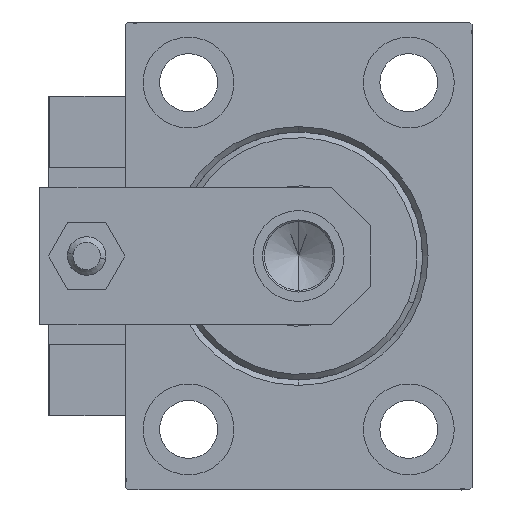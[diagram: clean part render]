
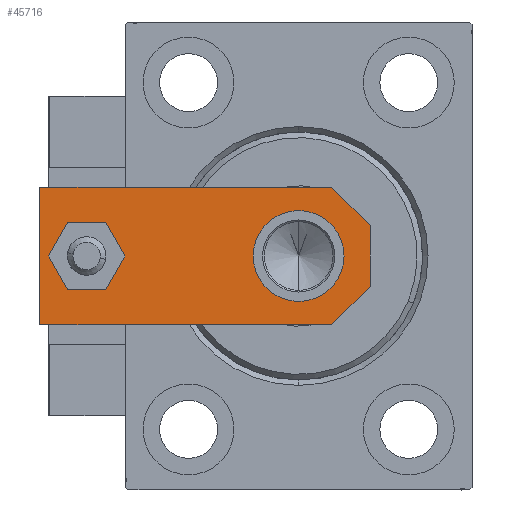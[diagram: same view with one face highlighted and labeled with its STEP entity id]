
A CAD part, left-side view. The second image highlights one B-rep face of the part: STEP entity #45716.
In plain terms, the highlighted face is planar.
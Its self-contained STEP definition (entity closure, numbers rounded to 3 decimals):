
#459 = LINE ( 'NONE', #26663, #17448 ) ;
#531 = VECTOR ( 'NONE', #38053, 1000. ) ;
#592 = CIRCLE ( 'NONE', #17060, 4. ) ;
#948 = CIRCLE ( 'NONE', #48692, 8.25 ) ;
#1323 = DIRECTION ( 'NONE',  ( 1., 0., 0. ) ) ;
#1517 = FACE_OUTER_BOUND ( 'NONE', #23306, .T. ) ;
#1593 = ORIENTED_EDGE ( 'NONE', *, *, #30487, .F. ) ;
#2286 = EDGE_CURVE ( 'NONE', #42811, #13530, #31287, .T. ) ;
#2356 = DIRECTION ( 'NONE',  ( 1., 0., 0. ) ) ;
#3271 = CARTESIAN_POINT ( 'NONE',  ( 0., 13., 6. ) ) ;
#3794 = VECTOR ( 'NONE', #26509, 1000. ) ;
#3936 = PLANE ( 'NONE',  #29201 ) ;
#4022 = VERTEX_POINT ( 'NONE', #44095 ) ;
#5531 = EDGE_CURVE ( 'NONE', #49321, #48429, #37796, .T. ) ;
#6176 = EDGE_LOOP ( 'NONE', ( #29087, #50837 ) ) ;
#6482 = CARTESIAN_POINT ( 'NONE',  ( -12.5, 0., 6. ) ) ;
#6686 = CIRCLE ( 'NONE', #34586, 4. ) ;
#6808 = EDGE_LOOP ( 'NONE', ( #27948, #1593 ) ) ;
#7363 = LINE ( 'NONE', #7619, #22359 ) ;
#7619 = CARTESIAN_POINT ( 'NONE',  ( -12.5, 60., 6. ) ) ;
#7676 = VECTOR ( 'NONE', #2356, 1000. ) ;
#8047 = CARTESIAN_POINT ( 'NONE',  ( 0., 51.5, 6. ) ) ;
#8448 = VERTEX_POINT ( 'NONE', #9873 ) ;
#8757 = DIRECTION ( 'NONE',  ( 0., 0., 1. ) ) ;
#9873 = CARTESIAN_POINT ( 'NONE',  ( -12.5, 7., 6. ) ) ;
#10507 = EDGE_CURVE ( 'NONE', #4022, #22764, #592, .T. ) ;
#10662 = DIRECTION ( 'NONE',  ( 1., 0., 0. ) ) ;
#10916 = DIRECTION ( 'NONE',  ( 0., 0., 1. ) ) ;
#11074 = VERTEX_POINT ( 'NONE', #20994 ) ;
#12638 = FACE_BOUND ( 'NONE', #6808, .T. ) ;
#13530 = VERTEX_POINT ( 'NONE', #38504 ) ;
#16040 = DIRECTION ( 'NONE',  ( 1., 0., 0. ) ) ;
#16129 = VERTEX_POINT ( 'NONE', #35732 ) ;
#17060 = AXIS2_PLACEMENT_3D ( 'NONE', #40503, #45400, #1323 ) ;
#17242 = CARTESIAN_POINT ( 'NONE',  ( 0., 0., 6. ) ) ;
#17448 = VECTOR ( 'NONE', #34397, 1000. ) ;
#17924 = CARTESIAN_POINT ( 'NONE',  ( 12.5, 7., 6. ) ) ;
#18429 = ORIENTED_EDGE ( 'NONE', *, *, #2286, .T. ) ;
#18997 = DIRECTION ( 'NONE',  ( 0., 0., 1. ) ) ;
#19951 = CIRCLE ( 'NONE', #23241, 8.25 ) ;
#20181 = DIRECTION ( 'NONE',  ( -1., 0., 0. ) ) ;
#20235 = EDGE_CURVE ( 'NONE', #13530, #8448, #7363, .T. ) ;
#20994 = CARTESIAN_POINT ( 'NONE',  ( -8.25, 13., 6. ) ) ;
#21152 = EDGE_CURVE ( 'NONE', #16129, #11074, #948, .T. ) ;
#22359 = VECTOR ( 'NONE', #23355, 1000. ) ;
#22764 = VERTEX_POINT ( 'NONE', #42337 ) ;
#23241 = AXIS2_PLACEMENT_3D ( 'NONE', #30516, #10916, #10662 ) ;
#23306 = EDGE_LOOP ( 'NONE', ( #45817, #42366, #37772, #31754, #50519, #18429 ) ) ;
#23355 = DIRECTION ( 'NONE',  ( 0., -1., 0. ) ) ;
#24958 = EDGE_CURVE ( 'NONE', #11074, #16129, #19951, .T. ) ;
#26509 = DIRECTION ( 'NONE',  ( 0.707, -0.707, 0. ) ) ;
#26663 = CARTESIAN_POINT ( 'NONE',  ( 12.5, 0., 6. ) ) ;
#27404 = DIRECTION ( 'NONE',  ( 0., 0., 1. ) ) ;
#27948 = ORIENTED_EDGE ( 'NONE', *, *, #10507, .F. ) ;
#28368 = FACE_BOUND ( 'NONE', #6176, .T. ) ;
#28425 = CARTESIAN_POINT ( 'NONE',  ( 12.5, 60., 6. ) ) ;
#28845 = CARTESIAN_POINT ( 'NONE',  ( 5.5, 0., 6. ) ) ;
#29087 = ORIENTED_EDGE ( 'NONE', *, *, #24958, .F. ) ;
#29201 = AXIS2_PLACEMENT_3D ( 'NONE', #17242, #8757, #32993 ) ;
#30487 = EDGE_CURVE ( 'NONE', #22764, #4022, #6686, .T. ) ;
#30516 = CARTESIAN_POINT ( 'NONE',  ( 0., 13., 6. ) ) ;
#31287 = LINE ( 'NONE', #28425, #34260 ) ;
#31754 = ORIENTED_EDGE ( 'NONE', *, *, #5531, .T. ) ;
#32472 = VERTEX_POINT ( 'NONE', #44144 ) ;
#32993 = DIRECTION ( 'NONE',  ( 1., 0., 0. ) ) ;
#34260 = VECTOR ( 'NONE', #20181, 1000. ) ;
#34397 = DIRECTION ( 'NONE',  ( 0., 1., 0. ) ) ;
#34586 = AXIS2_PLACEMENT_3D ( 'NONE', #8047, #27404, #16040 ) ;
#34738 = DIRECTION ( 'NONE',  ( 1., 0., 0. ) ) ;
#35314 = EDGE_CURVE ( 'NONE', #48429, #42811, #459, .T. ) ;
#35732 = CARTESIAN_POINT ( 'NONE',  ( 8.25, 13., 6. ) ) ;
#37482 = EDGE_CURVE ( 'NONE', #32472, #49321, #37681, .T. ) ;
#37681 = LINE ( 'NONE', #6482, #7676 ) ;
#37772 = ORIENTED_EDGE ( 'NONE', *, *, #37482, .T. ) ;
#37796 = LINE ( 'NONE', #38555, #531 ) ;
#38053 = DIRECTION ( 'NONE',  ( 0.707, 0.707, 0. ) ) ;
#38504 = CARTESIAN_POINT ( 'NONE',  ( -12.5, 60., 6. ) ) ;
#38555 = CARTESIAN_POINT ( 'NONE',  ( 2.75, -2.75, 6. ) ) ;
#40503 = CARTESIAN_POINT ( 'NONE',  ( 0., 51.5, 6. ) ) ;
#41943 = LINE ( 'NONE', #45816, #3794 ) ;
#42337 = CARTESIAN_POINT ( 'NONE',  ( 4., 51.5, 6. ) ) ;
#42366 = ORIENTED_EDGE ( 'NONE', *, *, #48124, .T. ) ;
#42811 = VERTEX_POINT ( 'NONE', #44542 ) ;
#44095 = CARTESIAN_POINT ( 'NONE',  ( -4., 51.5, 6. ) ) ;
#44144 = CARTESIAN_POINT ( 'NONE',  ( -5.5, 0., 6. ) ) ;
#44542 = CARTESIAN_POINT ( 'NONE',  ( 12.5, 60., 6. ) ) ;
#45400 = DIRECTION ( 'NONE',  ( 0., 0., 1. ) ) ;
#45716 = ADVANCED_FACE ( 'NONE', ( #12638, #1517, #28368 ), #3936, .T. ) ;
#45817 = ORIENTED_EDGE ( 'NONE', *, *, #20235, .T. ) ;
#45816 = CARTESIAN_POINT ( 'NONE',  ( -2.75, -2.75, 6. ) ) ;
#48124 = EDGE_CURVE ( 'NONE', #8448, #32472, #41943, .T. ) ;
#48429 = VERTEX_POINT ( 'NONE', #17924 ) ;
#48692 = AXIS2_PLACEMENT_3D ( 'NONE', #3271, #18997, #34738 ) ;
#49321 = VERTEX_POINT ( 'NONE', #28845 ) ;
#50519 = ORIENTED_EDGE ( 'NONE', *, *, #35314, .T. ) ;
#50837 = ORIENTED_EDGE ( 'NONE', *, *, #21152, .F. ) ;
